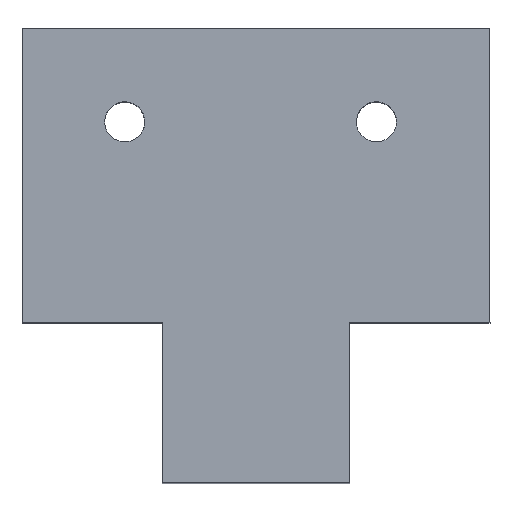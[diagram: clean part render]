
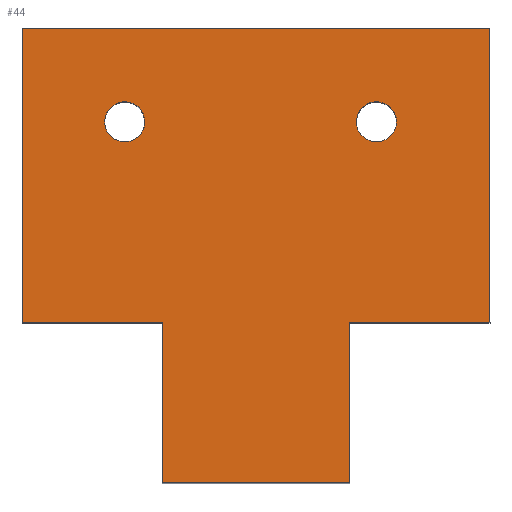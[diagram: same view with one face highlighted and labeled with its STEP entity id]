
A CAD part, top view. The second image highlights one B-rep face of the part: STEP entity #44.
In plain terms, the highlighted planar face has unit normal (0, 0, 1).
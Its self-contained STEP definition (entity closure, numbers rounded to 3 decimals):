
#28=FACE_BOUND('',#105,.T.);
#29=FACE_BOUND('',#106,.T.);
#44=ADVANCED_FACE('',(#72,#28,#29),#521,.T.);
#72=FACE_OUTER_BOUND('',#104,.T.);
#104=EDGE_LOOP('',(#184,#185,#186,#187,#188,#189,#190,#191));
#105=EDGE_LOOP('',(#192,#193));
#106=EDGE_LOOP('',(#194,#195));
#184=ORIENTED_EDGE('',*,*,#308,.F.);
#185=ORIENTED_EDGE('',*,*,#305,.F.);
#186=ORIENTED_EDGE('',*,*,#302,.F.);
#187=ORIENTED_EDGE('',*,*,#299,.F.);
#188=ORIENTED_EDGE('',*,*,#296,.F.);
#189=ORIENTED_EDGE('',*,*,#293,.F.);
#190=ORIENTED_EDGE('',*,*,#291,.F.);
#191=ORIENTED_EDGE('',*,*,#288,.F.);
#192=ORIENTED_EDGE('',*,*,#352,.F.);
#193=ORIENTED_EDGE('',*,*,#330,.F.);
#194=ORIENTED_EDGE('',*,*,#358,.F.);
#195=ORIENTED_EDGE('',*,*,#336,.F.);
#288=EDGE_CURVE('',#444,#445,#402,.T.);
#291=EDGE_CURVE('',#445,#446,#405,.T.);
#293=EDGE_CURVE('',#446,#448,#407,.T.);
#296=EDGE_CURVE('',#448,#450,#410,.T.);
#299=EDGE_CURVE('',#450,#452,#413,.T.);
#302=EDGE_CURVE('',#452,#454,#416,.T.);
#305=EDGE_CURVE('',#454,#456,#419,.T.);
#308=EDGE_CURVE('',#456,#444,#422,.T.);
#330=EDGE_CURVE('',#472,#487,#366,.T.);
#336=EDGE_CURVE('',#476,#491,#372,.T.);
#352=EDGE_CURVE('',#487,#472,#388,.T.);
#358=EDGE_CURVE('',#491,#476,#394,.T.);
#366=(
BOUNDED_CURVE()
B_SPLINE_CURVE(2,(#850,#851,#852,#853,#854),.UNSPECIFIED.,.F.,.F.)
B_SPLINE_CURVE_WITH_KNOTS((3,2,3),(0.,1.963,3.927),
 .UNSPECIFIED.)
CURVE()
GEOMETRIC_REPRESENTATION_ITEM()
RATIONAL_B_SPLINE_CURVE((1.,0.707,1.,0.707,1.))
REPRESENTATION_ITEM('')
);
#372=(
BOUNDED_CURVE()
B_SPLINE_CURVE(2,(#874,#875,#876,#877,#878),.UNSPECIFIED.,.F.,.F.)
B_SPLINE_CURVE_WITH_KNOTS((3,2,3),(0.,1.963,3.927),
 .UNSPECIFIED.)
CURVE()
GEOMETRIC_REPRESENTATION_ITEM()
RATIONAL_B_SPLINE_CURVE((1.,0.707,1.,0.707,1.))
REPRESENTATION_ITEM('')
);
#388=(
BOUNDED_CURVE()
B_SPLINE_CURVE(2,(#936,#937,#938,#939,#940),.UNSPECIFIED.,.F.,.F.)
B_SPLINE_CURVE_WITH_KNOTS((3,2,3),(3.927,5.89,7.854),
 .UNSPECIFIED.)
CURVE()
GEOMETRIC_REPRESENTATION_ITEM()
RATIONAL_B_SPLINE_CURVE((1.,0.707,1.,0.707,1.))
REPRESENTATION_ITEM('')
);
#394=(
BOUNDED_CURVE()
B_SPLINE_CURVE(2,(#960,#961,#962,#963,#964),.UNSPECIFIED.,.F.,.F.)
B_SPLINE_CURVE_WITH_KNOTS((3,2,3),(3.927,5.89,7.854),
 .UNSPECIFIED.)
CURVE()
GEOMETRIC_REPRESENTATION_ITEM()
RATIONAL_B_SPLINE_CURVE((1.,0.707,1.,0.707,1.))
REPRESENTATION_ITEM('')
);
#402=B_SPLINE_CURVE_WITH_KNOTS('',1,(#766,#767),.UNSPECIFIED.,.F.,.F.,(2,
2),(-97.332,-71.332),.UNSPECIFIED.);
#405=B_SPLINE_CURVE_WITH_KNOTS('',1,(#772,#773),.UNSPECIFIED.,.F.,.F.,(2,
2),(-71.332,-63.541),.UNSPECIFIED.);
#407=B_SPLINE_CURVE_WITH_KNOTS('',1,(#776,#777),.UNSPECIFIED.,.F.,.F.,(2,
2),(-63.541,-57.541),.UNSPECIFIED.);
#410=B_SPLINE_CURVE_WITH_KNOTS('',1,(#782,#783),.UNSPECIFIED.,.F.,.F.,(2,
2),(-57.541,-45.541),.UNSPECIFIED.);
#413=B_SPLINE_CURVE_WITH_KNOTS('',1,(#788,#789),.UNSPECIFIED.,.F.,.F.,(2,
2),(-45.541,-31.541),.UNSPECIFIED.);
#416=B_SPLINE_CURVE_WITH_KNOTS('',1,(#794,#795),.UNSPECIFIED.,.F.,.F.,(2,
2),(-31.541,-19.541),.UNSPECIFIED.);
#419=B_SPLINE_CURVE_WITH_KNOTS('',1,(#800,#801),.UNSPECIFIED.,.F.,.F.,(2,
2),(-19.541,-13.541),.UNSPECIFIED.);
#422=B_SPLINE_CURVE_WITH_KNOTS('',1,(#806,#807),.UNSPECIFIED.,.F.,.F.,(2,
2),(-13.541,-5.751),.UNSPECIFIED.);
#444=VERTEX_POINT('',#714);
#445=VERTEX_POINT('',#715);
#446=VERTEX_POINT('',#716);
#448=VERTEX_POINT('',#718);
#450=VERTEX_POINT('',#720);
#452=VERTEX_POINT('',#722);
#454=VERTEX_POINT('',#724);
#456=VERTEX_POINT('',#726);
#472=VERTEX_POINT('',#742);
#476=VERTEX_POINT('',#746);
#487=VERTEX_POINT('',#757);
#491=VERTEX_POINT('',#761);
#521=PLANE('',#556);
#556=AXIS2_PLACEMENT_3D('',#712,#574,$);
#574=DIRECTION('',(0.,0.,1.));
#712=CARTESIAN_POINT('',(278.218,-404.115,85.173));
#714=CARTESIAN_POINT('',(243.218,-370.115,85.173));
#715=CARTESIAN_POINT('',(278.218,-370.115,85.173));
#716=CARTESIAN_POINT('',(278.218,-392.115,85.173));
#718=CARTESIAN_POINT('',(267.718,-392.115,85.173));
#720=CARTESIAN_POINT('',(267.718,-404.115,85.173));
#722=CARTESIAN_POINT('',(253.718,-404.115,85.173));
#724=CARTESIAN_POINT('',(253.718,-392.115,85.173));
#726=CARTESIAN_POINT('',(243.218,-392.115,85.173));
#742=CARTESIAN_POINT('',(250.898,-375.615,85.173));
#746=CARTESIAN_POINT('',(269.718,-375.615,85.173));
#757=CARTESIAN_POINT('',(250.898,-378.615,85.173));
#761=CARTESIAN_POINT('',(269.718,-378.615,85.173));
#766=CARTESIAN_POINT('',(243.218,-370.115,85.173));
#767=CARTESIAN_POINT('',(278.218,-370.115,85.173));
#772=CARTESIAN_POINT('',(278.218,-370.115,85.173));
#773=CARTESIAN_POINT('',(278.218,-392.115,85.173));
#776=CARTESIAN_POINT('',(278.218,-392.115,85.173));
#777=CARTESIAN_POINT('',(267.718,-392.115,85.173));
#782=CARTESIAN_POINT('',(267.718,-392.115,85.173));
#783=CARTESIAN_POINT('',(267.718,-404.115,85.173));
#788=CARTESIAN_POINT('',(267.718,-404.115,85.173));
#789=CARTESIAN_POINT('',(253.718,-404.115,85.173));
#794=CARTESIAN_POINT('',(253.718,-404.115,85.173));
#795=CARTESIAN_POINT('',(253.718,-392.115,85.173));
#800=CARTESIAN_POINT('',(253.718,-392.115,85.173));
#801=CARTESIAN_POINT('',(243.218,-392.115,85.173));
#806=CARTESIAN_POINT('',(243.218,-392.115,85.173));
#807=CARTESIAN_POINT('',(243.218,-370.115,85.173));
#850=CARTESIAN_POINT('',(250.898,-375.615,85.173));
#851=CARTESIAN_POINT('',(249.398,-375.615,85.173));
#852=CARTESIAN_POINT('',(249.398,-377.115,85.173));
#853=CARTESIAN_POINT('',(249.398,-378.615,85.173));
#854=CARTESIAN_POINT('',(250.898,-378.615,85.173));
#874=CARTESIAN_POINT('',(269.718,-375.615,85.173));
#875=CARTESIAN_POINT('',(268.218,-375.615,85.173));
#876=CARTESIAN_POINT('',(268.218,-377.115,85.173));
#877=CARTESIAN_POINT('',(268.218,-378.615,85.173));
#878=CARTESIAN_POINT('',(269.718,-378.615,85.173));
#936=CARTESIAN_POINT('',(250.898,-378.615,85.173));
#937=CARTESIAN_POINT('',(252.398,-378.615,85.173));
#938=CARTESIAN_POINT('',(252.398,-377.115,85.173));
#939=CARTESIAN_POINT('',(252.398,-375.615,85.173));
#940=CARTESIAN_POINT('',(250.898,-375.615,85.173));
#960=CARTESIAN_POINT('',(269.718,-378.615,85.173));
#961=CARTESIAN_POINT('',(271.218,-378.615,85.173));
#962=CARTESIAN_POINT('',(271.218,-377.115,85.173));
#963=CARTESIAN_POINT('',(271.218,-375.615,85.173));
#964=CARTESIAN_POINT('',(269.718,-375.615,85.173));
